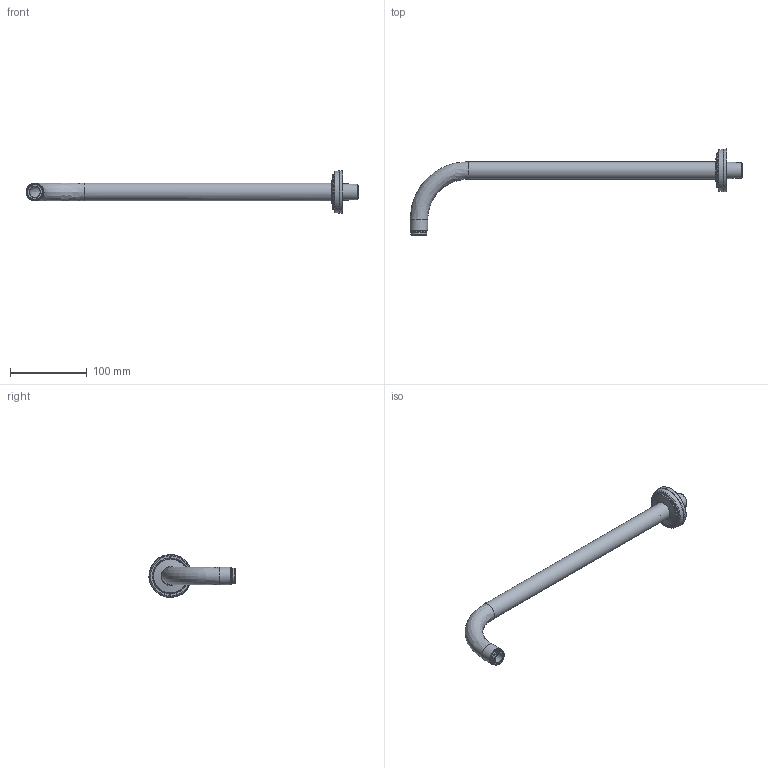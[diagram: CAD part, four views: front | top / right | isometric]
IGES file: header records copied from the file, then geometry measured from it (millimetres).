
Global section: file name: T10KA620-B; native system: Autodesk Inventor 2024; preprocessor: unknown; author: kwhieldon; date: 20240920.120039; units: millimetre
Bounding box: 431.5 x 111.95 x 55.9 mm (x, y, z)
Volume: 93546.1 mm3; surface area: 75416.6 mm2
Topology: 6 solids, 6 shells, 73 faces, 178 edges, 124 vertices
Faces by surface type: bspline 73
